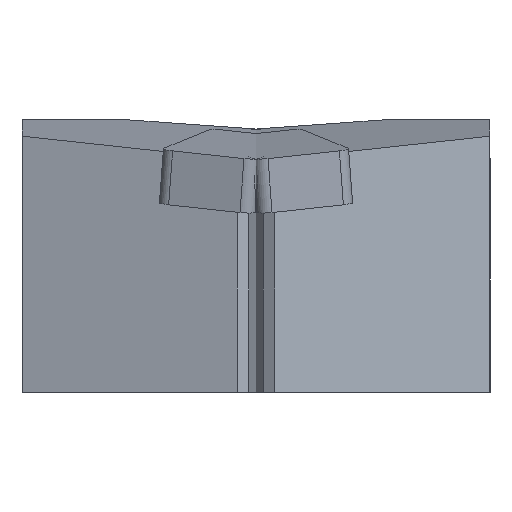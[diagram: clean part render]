
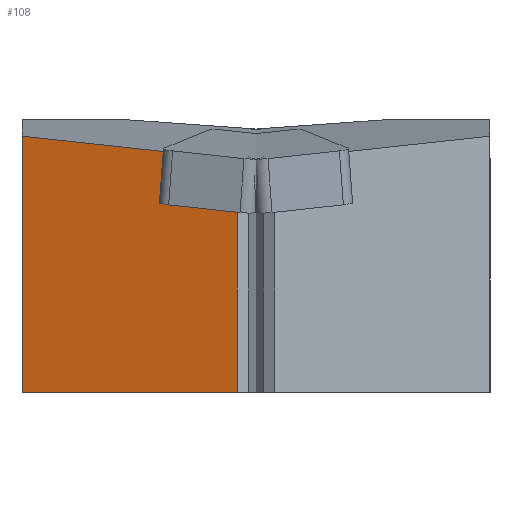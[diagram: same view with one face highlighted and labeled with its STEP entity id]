
A CAD part, left-side view. The second image highlights one B-rep face of the part: STEP entity #108.
In plain terms, the highlighted planar face has unit normal (-0.968, 0.25, 0).
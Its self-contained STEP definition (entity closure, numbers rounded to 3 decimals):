
#108=ADVANCED_FACE('',(#196),#154,.F.);
#154=PLANE('',#951);
#196=FACE_OUTER_BOUND('',#246,.T.);
#246=EDGE_LOOP('',(#334,#335,#336,#337));
#334=ORIENTED_EDGE('',*,*,#634,.T.);
#335=ORIENTED_EDGE('',*,*,#635,.T.);
#336=ORIENTED_EDGE('',*,*,#636,.F.);
#337=ORIENTED_EDGE('',*,*,#637,.T.);
#546=VERTEX_POINT('',#1303);
#547=VERTEX_POINT('',#1304);
#548=VERTEX_POINT('',#1306);
#549=VERTEX_POINT('',#1308);
#634=EDGE_CURVE('',#546,#547,#748,.T.);
#635=EDGE_CURVE('',#547,#548,#749,.T.);
#636=EDGE_CURVE('',#549,#548,#750,.T.);
#637=EDGE_CURVE('',#549,#546,#751,.T.);
#748=LINE('',#1302,#848);
#749=LINE('',#1305,#849);
#750=LINE('',#1307,#850);
#751=LINE('',#1309,#851);
#848=VECTOR('',#1059,1.);
#849=VECTOR('',#1060,1.);
#850=VECTOR('',#1061,1.);
#851=VECTOR('',#1062,1.);
#951=AXIS2_PLACEMENT_3D('',#1310,#1063,#1064);
#1059=DIRECTION('',(-0.25,-0.968,0.));
#1060=DIRECTION('',(0.,0.,1.));
#1061=DIRECTION('',(-0.249,-0.963,-0.104));
#1062=DIRECTION('',(0.,0.,-1.));
#1063=DIRECTION('',(0.968,-0.25,0.));
#1064=DIRECTION('',(0.25,0.968,0.));
#1302=CARTESIAN_POINT('',(19.597,60.044,-59.67));
#1303=CARTESIAN_POINT('',(19.597,60.044,-59.67));
#1304=CARTESIAN_POINT('',(5.326,4.864,-59.67));
#1305=CARTESIAN_POINT('',(5.326,4.864,10.33));
#1306=CARTESIAN_POINT('',(5.326,4.864,0.092));
#1307=CARTESIAN_POINT('',(19.708,60.472,6.109));
#1308=CARTESIAN_POINT('',(19.597,60.044,6.063));
#1309=CARTESIAN_POINT('',(19.597,60.044,10.33));
#1310=CARTESIAN_POINT('',(19.597,60.044,10.33));
